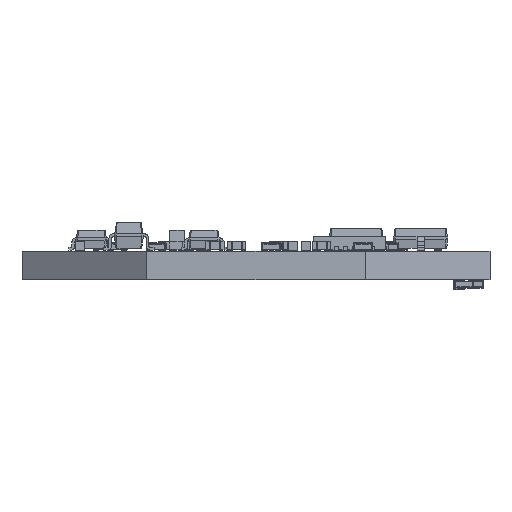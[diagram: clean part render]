
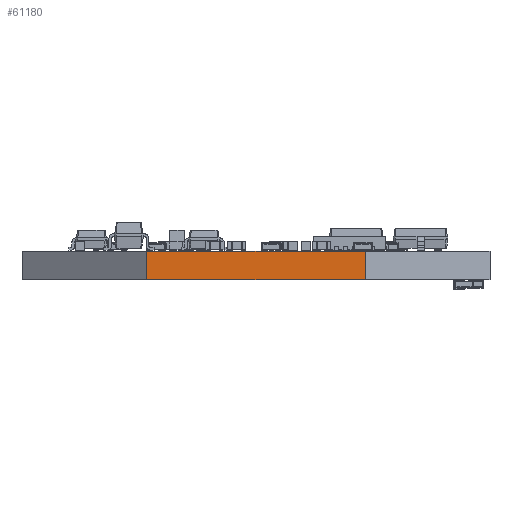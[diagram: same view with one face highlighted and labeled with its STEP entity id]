
A CAD part, front view. The second image highlights one B-rep face of the part: STEP entity #61180.
In plain terms, the highlighted planar face has unit normal (0, -1, 0).
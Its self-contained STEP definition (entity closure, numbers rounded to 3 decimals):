
#58093 = PLANE('',#58094);
#58094 = AXIS2_PLACEMENT_3D('',#58095,#58096,#58097);
#58095 = CARTESIAN_POINT('',(153.19,-67.,1.6));
#58096 = DIRECTION('',(0.,0.,-1.));
#58097 = DIRECTION('',(-1.,0.,0.));
#58147 = PLANE('',#58148);
#58148 = AXIS2_PLACEMENT_3D('',#58149,#58150,#58151);
#58149 = CARTESIAN_POINT('',(153.19,-67.,0.));
#58150 = DIRECTION('',(0.,0.,-1.));
#58151 = DIRECTION('',(-1.,0.,0.));
#58452 = VERTEX_POINT('',#58453);
#58453 = CARTESIAN_POINT('',(166.49,-110.45,0.));
#58467 = PLANE('',#58468);
#58468 = AXIS2_PLACEMENT_3D('',#58469,#58470,#58471);
#58469 = CARTESIAN_POINT('',(166.49,-110.45,0.));
#58470 = DIRECTION('',(-0.62,0.785,0.));
#58471 = DIRECTION('',(0.785,0.62,0.));
#58479 = EDGE_CURVE('',#58480,#58452,#58482,.T.);
#58480 = VERTEX_POINT('',#58481);
#58481 = CARTESIAN_POINT('',(154.44,-110.45,0.));
#58482 = SURFACE_CURVE('',#58483,(#58487,#58494),.PCURVE_S1.);
#58483 = LINE('',#58484,#58485);
#58484 = CARTESIAN_POINT('',(154.44,-110.45,0.));
#58485 = VECTOR('',#58486,1.);
#58486 = DIRECTION('',(1.,0.,0.));
#58487 = PCURVE('',#58147,#58488);
#58488 = DEFINITIONAL_REPRESENTATION('',(#58489),#58493);
#58489 = LINE('',#58490,#58491);
#58490 = CARTESIAN_POINT('',(-1.25,-43.45));
#58491 = VECTOR('',#58492,1.);
#58492 = DIRECTION('',(-1.,0.));
#58493 = ( GEOMETRIC_REPRESENTATION_CONTEXT(2) 
PARAMETRIC_REPRESENTATION_CONTEXT() REPRESENTATION_CONTEXT('2D SPACE',''
  ) );
#58494 = PCURVE('',#58495,#58500);
#58495 = PLANE('',#58496);
#58496 = AXIS2_PLACEMENT_3D('',#58497,#58498,#58499);
#58497 = CARTESIAN_POINT('',(154.44,-110.45,0.));
#58498 = DIRECTION('',(0.,1.,0.));
#58499 = DIRECTION('',(1.,0.,0.));
#58500 = DEFINITIONAL_REPRESENTATION('',(#58501),#58505);
#58501 = LINE('',#58502,#58503);
#58502 = CARTESIAN_POINT('',(0.,0.));
#58503 = VECTOR('',#58504,1.);
#58504 = DIRECTION('',(1.,0.));
#58505 = ( GEOMETRIC_REPRESENTATION_CONTEXT(2) 
PARAMETRIC_REPRESENTATION_CONTEXT() REPRESENTATION_CONTEXT('2D SPACE',''
  ) );
#58523 = PLANE('',#58524);
#58524 = AXIS2_PLACEMENT_3D('',#58525,#58526,#58527);
#58525 = CARTESIAN_POINT('',(147.54,-105.,0.));
#58526 = DIRECTION('',(0.62,0.785,0.));
#58527 = DIRECTION('',(0.785,-0.62,0.));
#59912 = VERTEX_POINT('',#59913);
#59913 = CARTESIAN_POINT('',(166.49,-110.45,1.6));
#59934 = EDGE_CURVE('',#59935,#59912,#59937,.T.);
#59935 = VERTEX_POINT('',#59936);
#59936 = CARTESIAN_POINT('',(154.44,-110.45,1.6));
#59937 = SURFACE_CURVE('',#59938,(#59942,#59949),.PCURVE_S1.);
#59938 = LINE('',#59939,#59940);
#59939 = CARTESIAN_POINT('',(154.44,-110.45,1.6));
#59940 = VECTOR('',#59941,1.);
#59941 = DIRECTION('',(1.,0.,0.));
#59942 = PCURVE('',#58093,#59943);
#59943 = DEFINITIONAL_REPRESENTATION('',(#59944),#59948);
#59944 = LINE('',#59945,#59946);
#59945 = CARTESIAN_POINT('',(-1.25,-43.45));
#59946 = VECTOR('',#59947,1.);
#59947 = DIRECTION('',(-1.,0.));
#59948 = ( GEOMETRIC_REPRESENTATION_CONTEXT(2) 
PARAMETRIC_REPRESENTATION_CONTEXT() REPRESENTATION_CONTEXT('2D SPACE',''
  ) );
#59949 = PCURVE('',#58495,#59950);
#59950 = DEFINITIONAL_REPRESENTATION('',(#59951),#59955);
#59951 = LINE('',#59952,#59953);
#59952 = CARTESIAN_POINT('',(0.,-1.6));
#59953 = VECTOR('',#59954,1.);
#59954 = DIRECTION('',(1.,0.));
#59955 = ( GEOMETRIC_REPRESENTATION_CONTEXT(2) 
PARAMETRIC_REPRESENTATION_CONTEXT() REPRESENTATION_CONTEXT('2D SPACE',''
  ) );
#61132 = EDGE_CURVE('',#58480,#59935,#61133,.T.);
#61133 = SURFACE_CURVE('',#61134,(#61138,#61145),.PCURVE_S1.);
#61134 = LINE('',#61135,#61136);
#61135 = CARTESIAN_POINT('',(154.44,-110.45,0.));
#61136 = VECTOR('',#61137,1.);
#61137 = DIRECTION('',(0.,0.,1.));
#61138 = PCURVE('',#58523,#61139);
#61139 = DEFINITIONAL_REPRESENTATION('',(#61140),#61144);
#61140 = LINE('',#61141,#61142);
#61141 = CARTESIAN_POINT('',(8.793,0.));
#61142 = VECTOR('',#61143,1.);
#61143 = DIRECTION('',(0.,-1.));
#61144 = ( GEOMETRIC_REPRESENTATION_CONTEXT(2) 
PARAMETRIC_REPRESENTATION_CONTEXT() REPRESENTATION_CONTEXT('2D SPACE',''
  ) );
#61145 = PCURVE('',#58495,#61146);
#61146 = DEFINITIONAL_REPRESENTATION('',(#61147),#61151);
#61147 = LINE('',#61148,#61149);
#61148 = CARTESIAN_POINT('',(0.,0.));
#61149 = VECTOR('',#61150,1.);
#61150 = DIRECTION('',(0.,-1.));
#61151 = ( GEOMETRIC_REPRESENTATION_CONTEXT(2) 
PARAMETRIC_REPRESENTATION_CONTEXT() REPRESENTATION_CONTEXT('2D SPACE',''
  ) );
#61180 = ADVANCED_FACE('',(#61181),#58495,.F.);
#61181 = FACE_BOUND('',#61182,.F.);
#61182 = EDGE_LOOP('',(#61183,#61184,#61185,#61206));
#61183 = ORIENTED_EDGE('',*,*,#61132,.T.);
#61184 = ORIENTED_EDGE('',*,*,#59934,.T.);
#61185 = ORIENTED_EDGE('',*,*,#61186,.F.);
#61186 = EDGE_CURVE('',#58452,#59912,#61187,.T.);
#61187 = SURFACE_CURVE('',#61188,(#61192,#61199),.PCURVE_S1.);
#61188 = LINE('',#61189,#61190);
#61189 = CARTESIAN_POINT('',(166.49,-110.45,0.));
#61190 = VECTOR('',#61191,1.);
#61191 = DIRECTION('',(0.,0.,1.));
#61192 = PCURVE('',#58495,#61193);
#61193 = DEFINITIONAL_REPRESENTATION('',(#61194),#61198);
#61194 = LINE('',#61195,#61196);
#61195 = CARTESIAN_POINT('',(12.05,0.));
#61196 = VECTOR('',#61197,1.);
#61197 = DIRECTION('',(0.,-1.));
#61198 = ( GEOMETRIC_REPRESENTATION_CONTEXT(2) 
PARAMETRIC_REPRESENTATION_CONTEXT() REPRESENTATION_CONTEXT('2D SPACE',''
  ) );
#61199 = PCURVE('',#58467,#61200);
#61200 = DEFINITIONAL_REPRESENTATION('',(#61201),#61205);
#61201 = LINE('',#61202,#61203);
#61202 = CARTESIAN_POINT('',(0.,0.));
#61203 = VECTOR('',#61204,1.);
#61204 = DIRECTION('',(0.,-1.));
#61205 = ( GEOMETRIC_REPRESENTATION_CONTEXT(2) 
PARAMETRIC_REPRESENTATION_CONTEXT() REPRESENTATION_CONTEXT('2D SPACE',''
  ) );
#61206 = ORIENTED_EDGE('',*,*,#58479,.F.);
